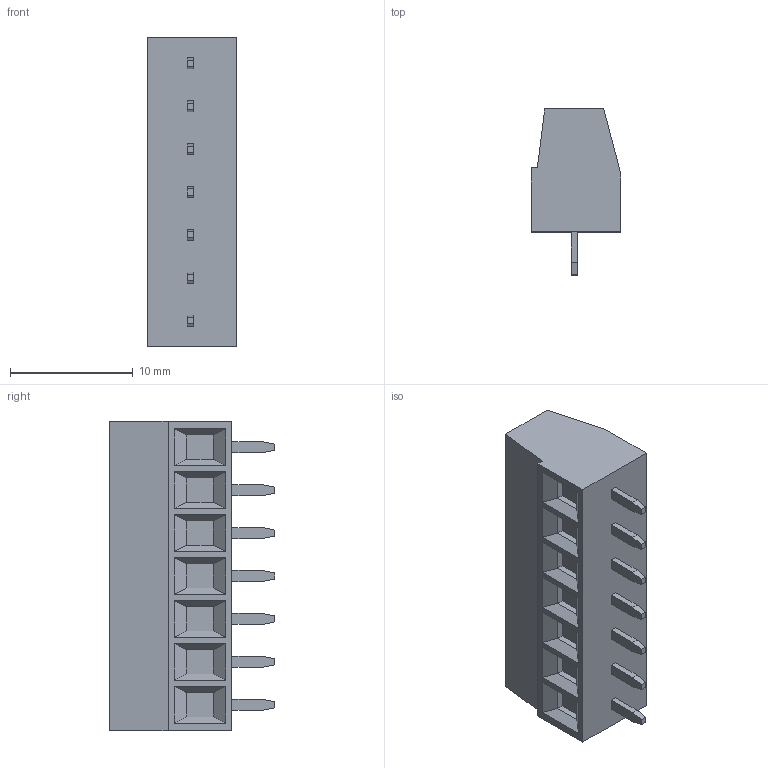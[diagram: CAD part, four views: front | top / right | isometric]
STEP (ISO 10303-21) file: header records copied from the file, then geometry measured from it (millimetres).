
FILE_DESCRIPTION((''),'2;1');
FILE_NAME('PRT0050','2024-10-31T',('yanfa'),(''),'PRO/ENGINEER BY PARAMETRIC TECHNOLOGY CORPORATION, 2009280','PRO/ENGINEER BY PARAMETRIC TECHNOLOGY CORPORATION, 2009280','');
FILE_SCHEMA(('AUTOMOTIVE_DESIGN_CC2 { 1 2 10303 214 -1 1 5 2 }'));
Length unit declared in the file: millimetre
Products named in the file (1): PRT0050
Bounding box: 7.3 x 13.5 x 25.2 mm (x, y, z)
Volume: 1558.3 mm3; surface area: 1279.1 mm2
Topology: 1 solids, 1 shells, 261 faces, 609 edges, 378 vertices
Faces by surface type: plane 163, cylinder 56, cone 28, torus 14
Entity records: 7415 total; most frequent: CARTESIAN_POINT 1374, DIRECTION 1257, ORIENTED_EDGE 1218, EDGE_CURVE 609, VECTOR 427, LINE 427, AXIS2_PLACEMENT_3D 415, VERTEX_POINT 378
